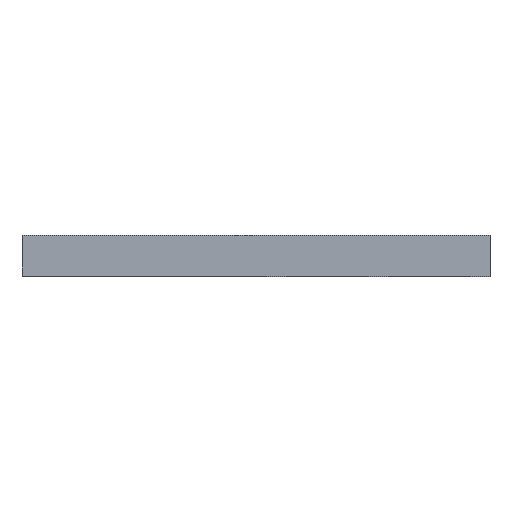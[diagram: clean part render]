
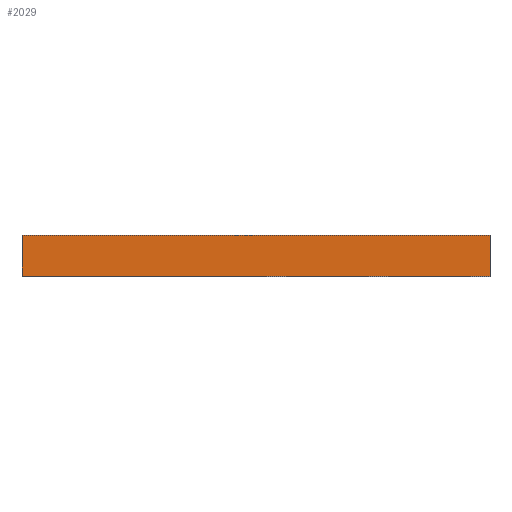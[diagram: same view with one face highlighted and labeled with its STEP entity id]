
A CAD part, top view. The second image highlights one B-rep face of the part: STEP entity #2029.
In plain terms, the highlighted planar face has unit normal (0, 0, 1).
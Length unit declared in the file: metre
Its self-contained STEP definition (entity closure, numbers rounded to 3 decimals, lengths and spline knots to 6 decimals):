
#62=LINE('',#2852,#265);
#149=LINE('',#3075,#352);
#150=LINE('',#3077,#353);
#151=LINE('',#3079,#354);
#265=VECTOR('',#2310,1.);
#352=VECTOR('',#2485,1.);
#353=VECTOR('',#2488,1.);
#354=VECTOR('',#2489,1.);
#688=ORIENTED_EDGE('',*,*,#1231,.T.);
#689=ORIENTED_EDGE('',*,*,#1232,.F.);
#690=ORIENTED_EDGE('',*,*,#1233,.F.);
#691=ORIENTED_EDGE('',*,*,#1120,.T.);
#1120=EDGE_CURVE('',#1412,#1411,#62,.T.);
#1231=EDGE_CURVE('',#1411,#1503,#149,.T.);
#1232=EDGE_CURVE('',#1504,#1503,#150,.T.);
#1233=EDGE_CURVE('',#1412,#1504,#151,.T.);
#1411=VERTEX_POINT('',#2851);
#1412=VERTEX_POINT('',#2853);
#1503=VERTEX_POINT('',#3074);
#1504=VERTEX_POINT('',#3078);
#1676=EDGE_LOOP('',(#688,#689,#690,#691));
#1833=FACE_BOUND('',#1676,.T.);
#1956=PLANE('',#2187);
#2029=ADVANCED_FACE('',(#1833),#1956,.T.);
#2187=AXIS2_PLACEMENT_3D('',#3076,#2486,#2487);
#2310=DIRECTION('',(1.,0.,0.));
#2485=DIRECTION('',(0.,1.,0.));
#2486=DIRECTION('',(0.,0.,1.));
#2487=DIRECTION('',(1.,0.,0.));
#2488=DIRECTION('',(1.,0.,0.));
#2489=DIRECTION('',(0.,1.,0.));
#2851=CARTESIAN_POINT('',(0.060739,-0.002,0.029598));
#2852=CARTESIAN_POINT('',(-0.021761,-0.002,0.029598));
#2853=CARTESIAN_POINT('',(-0.054261,-0.002,0.029598));
#3074=CARTESIAN_POINT('',(0.060739,0.008,0.029598));
#3075=CARTESIAN_POINT('',(0.060739,-0.002,0.029598));
#3076=CARTESIAN_POINT('',(-0.021761,-0.002,0.029598));
#3077=CARTESIAN_POINT('',(-0.021761,0.008,0.029598));
#3078=CARTESIAN_POINT('',(-0.054261,0.008,0.029598));
#3079=CARTESIAN_POINT('',(-0.054261,-0.002,0.029598));
